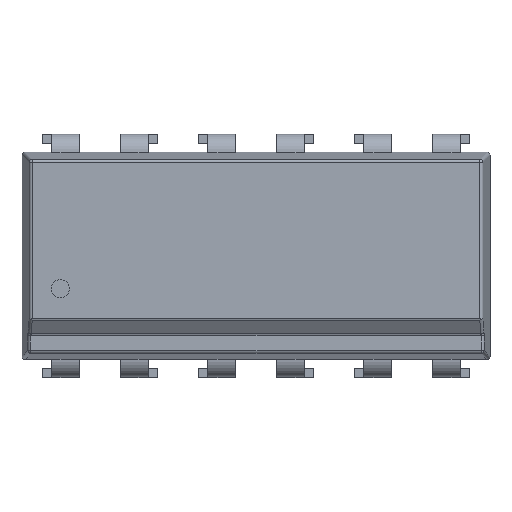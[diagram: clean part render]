
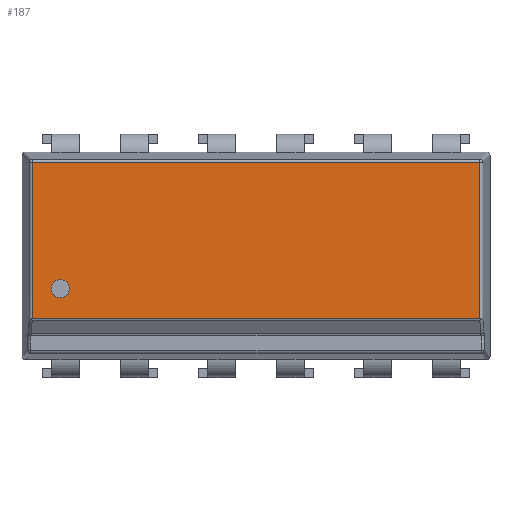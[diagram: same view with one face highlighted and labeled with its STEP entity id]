
A CAD part, top view. The second image highlights one B-rep face of the part: STEP entity #187.
In plain terms, the highlighted planar face has unit normal (0, 0, 1).
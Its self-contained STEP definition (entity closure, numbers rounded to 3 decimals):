
#187=ADVANCED_FACE('',(#3088,#3090),#3092,.T.);
#3088=FACE_BOUND('',#3089,.T.);
#3089=EDGE_LOOP('',(#5375,#5376,#5377,#5378));
#3090=FACE_BOUND('',#3091,.T.);
#3091=EDGE_LOOP('',(#5379));
#3092=PLANE('',#3093);
#3093=AXIS2_PLACEMENT_3D('',#3094,#3095,#3096);
#3094=CARTESIAN_POINT('',(0.,0.,4.8));
#3095=DIRECTION('',(0.,0.,1.));
#3096=DIRECTION('',(1.,0.,0.));
#5375=ORIENTED_EDGE('',*,*,#6805,.T.);
#5376=ORIENTED_EDGE('',*,*,#6806,.T.);
#5377=ORIENTED_EDGE('',*,*,#6807,.T.);
#5378=ORIENTED_EDGE('',*,*,#6808,.T.);
#5379=ORIENTED_EDGE('',*,*,#6804,.F.);
#6804=EDGE_CURVE('',#7519,#7519,#7520,.T.);
#6805=EDGE_CURVE('',#7521,#7522,#7523,.T.);
#6806=EDGE_CURVE('',#7522,#7524,#7525,.T.);
#6807=EDGE_CURVE('',#7524,#7526,#7527,.T.);
#6808=EDGE_CURVE('',#7526,#7521,#7528,.F.);
#7519=VERTEX_POINT('',#8667);
#7520=CIRCLE('',#8668,0.3);
#7521=VERTEX_POINT('',#8672);
#7522=VERTEX_POINT('',#8673);
#7523=LINE('',#8674,#8675);
#7524=VERTEX_POINT('',#8677);
#7525=LINE('',#8678,#8679);
#7526=VERTEX_POINT('',#8681);
#7527=LINE('',#8682,#8683);
#7528=LINE('',#8685,#8686);
#8667=CARTESIAN_POINT('',(0.276,2.737,4.8));
#8668=AXIS2_PLACEMENT_3D('',#8669,#8670,#8671);
#8669=CARTESIAN_POINT('',(-0.024,2.737,4.8));
#8670=DIRECTION('',(0.,0.,1.));
#8671=DIRECTION('',(1.,0.,0.));
#8672=CARTESIAN_POINT('',(13.636,1.769,4.8));
#8673=CARTESIAN_POINT('',(13.636,6.851,4.8));
#8674=CARTESIAN_POINT('',(13.636,1.769,4.8));
#8675=VECTOR('',#8676,1.);
#8676=DIRECTION('',(0.,1.,0.));
#8677=CARTESIAN_POINT('',(-0.936,6.851,4.8));
#8678=CARTESIAN_POINT('',(13.636,6.851,4.8));
#8679=VECTOR('',#8680,1.);
#8680=DIRECTION('',(-1.,0.,0.));
#8681=CARTESIAN_POINT('',(-0.936,1.769,4.8));
#8682=CARTESIAN_POINT('',(-0.936,6.851,4.8));
#8683=VECTOR('',#8684,1.);
#8684=DIRECTION('',(0.,-1.,0.));
#8685=CARTESIAN_POINT('',(13.636,1.769,4.8));
#8686=VECTOR('',#8687,1.);
#8687=DIRECTION('',(-1.,0.,0.));
